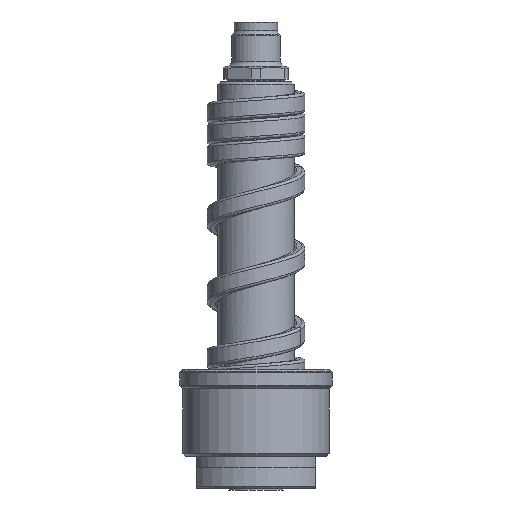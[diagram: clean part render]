
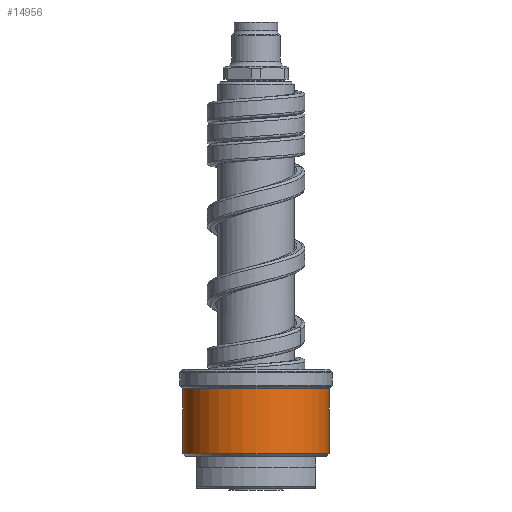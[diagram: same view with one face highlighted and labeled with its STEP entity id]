
A CAD part, front view. The second image highlights one B-rep face of the part: STEP entity #14956.
In plain terms, the highlighted cylindrical face has radius 13.5 mm (diameter 27 mm), a partial arc.
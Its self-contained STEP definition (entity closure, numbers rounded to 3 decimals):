
#4714=CARTESIAN_POINT('',(0.,0.,6.582));
#4715=DIRECTION('',(0.,0.,1.));
#4716=DIRECTION('',(-1.,0.,0.));
#4717=AXIS2_PLACEMENT_3D('',#4714,#4715,#4716);
#4719=DIRECTION('',(0.,0.,-1.));
#4720=VECTOR('',#4719,11.835);
#4721=CARTESIAN_POINT('',(-13.5,0.,18.417));
#4722=LINE('',#4721,#4720);
#4723=CARTESIAN_POINT('',(0.,0.,18.417));
#4724=DIRECTION('',(0.,0.,1.));
#4725=DIRECTION('',(-1.,0.,0.));
#4726=AXIS2_PLACEMENT_3D('',#4723,#4724,#4725);
#4728=DIRECTION('',(0.,0.,-1.));
#4729=VECTOR('',#4728,11.835);
#4730=CARTESIAN_POINT('',(13.5,0.,18.417));
#4731=LINE('',#4730,#4729);
#6765=CARTESIAN_POINT('',(13.5,0.,18.417));
#6766=CARTESIAN_POINT('',(-13.5,0.,18.417));
#6767=VERTEX_POINT('',#6765);
#6768=VERTEX_POINT('',#6766);
#6791=CARTESIAN_POINT('',(13.5,0.,6.582));
#6792=VERTEX_POINT('',#6791);
#6793=CARTESIAN_POINT('',(-13.5,0.,6.582));
#6794=VERTEX_POINT('',#6793);
#14944=CARTESIAN_POINT('',(0.,0.,5.2));
#14945=DIRECTION('',(0.,0.,1.));
#14946=DIRECTION('',(-1.,0.,0.));
#14947=AXIS2_PLACEMENT_3D('',#14944,#14945,#14946);
#14948=CYLINDRICAL_SURFACE('',#14947,13.5);
#14949=ORIENTED_EDGE('',*,*,#14901,.F.);
#14950=ORIENTED_EDGE('',*,*,#14935,.F.);
#14952=ORIENTED_EDGE('',*,*,#14951,.T.);
#14953=ORIENTED_EDGE('',*,*,#14931,.T.);
#14954=EDGE_LOOP('',(#14949,#14950,#14952,#14953));
#14955=FACE_OUTER_BOUND('',#14954,.F.);
#4718=CIRCLE('',#4717,13.5);
#4727=CIRCLE('',#4726,13.5);
#14901=EDGE_CURVE('',#6794,#6792,#4718,.T.);
#14931=EDGE_CURVE('',#6767,#6792,#4731,.T.);
#14935=EDGE_CURVE('',#6768,#6794,#4722,.T.);
#14951=EDGE_CURVE('',#6768,#6767,#4727,.T.);
#14956=ADVANCED_FACE('',(#14955),#14948,.T.);
